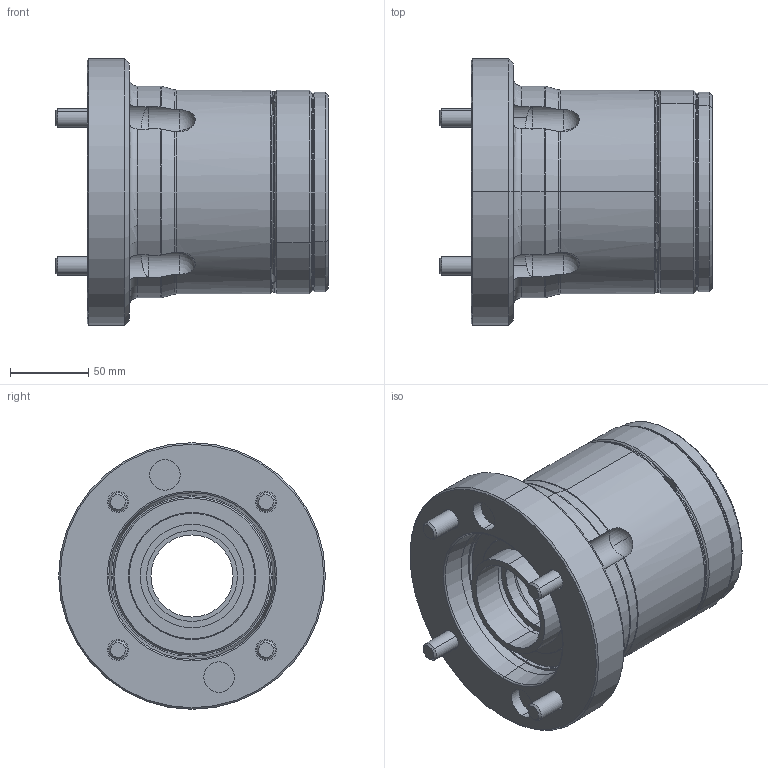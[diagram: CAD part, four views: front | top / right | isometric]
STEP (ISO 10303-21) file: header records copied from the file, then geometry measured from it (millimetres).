
FILE_DESCRIPTION (( 'STEP AP203' ), '1' );
FILE_NAME ('CF-CL-52A6.STEP', '2022-04-26T06:04:57', ( '' ), ( '' ), 'SwSTEP 2.0', 'SolidWorks 2016', '' );
FILE_SCHEMA (( 'CONFIG_CONTROL_DESIGN' ));
Length unit declared in the file: millimetre
Products named in the file (8): CF-CL-60A6-01010; 圓頭內六角螺栓_M12x35; CF-CL-52-02000; CF-CL-42-08000; CF-CL-52-03020; CF-CL-52A6; CF-CL-52-05000; FSW320300
Assembly tree (10 placements, depth 2):
  CF-CL-52A6
    CF-CL-60A6-01010
    CF-CL-52-02000
    CF-CL-52-03020
    CF-CL-52-05000
    FSW320300
    圓頭內六角螺栓_M12x35  x4
    CF-CL-42-08000
Bounding box: 173.8 x 170 x 170 mm (x, y, z)
Volume: 1703714.9 mm3; surface area: 286639.1 mm2
Topology: 10 solids, 10 shells, 385 faces, 909 edges, 548 vertices
Faces by surface type: cylinder 122, plane 119, cone 101, torus 27, sphere 16
Entity records: 10744 total; most frequent: CARTESIAN_POINT 2608, DIRECTION 1641, ORIENTED_EDGE 1430, EDGE_CURVE 715, AXIS2_PLACEMENT_3D 693, VERTEX_POINT 441, CIRCLE 370, EDGE_LOOP 350
